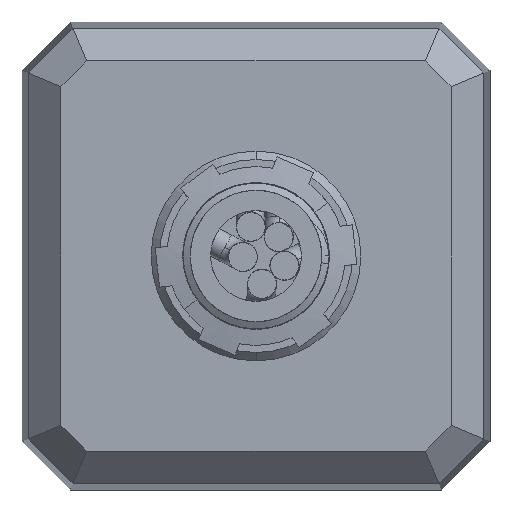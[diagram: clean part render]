
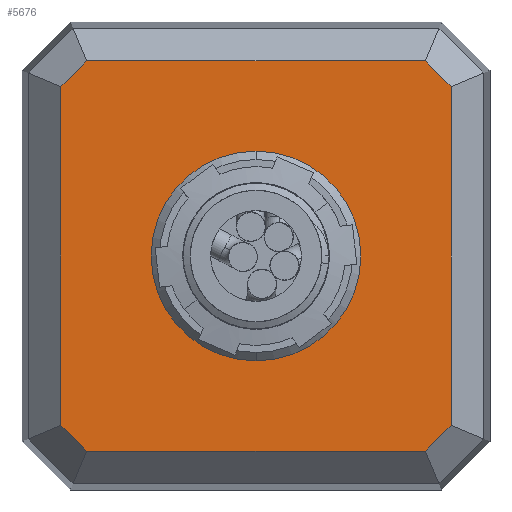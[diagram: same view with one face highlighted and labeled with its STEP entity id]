
A CAD part, front view. The second image highlights one B-rep face of the part: STEP entity #5676.
In plain terms, the highlighted planar face has unit normal (0, -1, 0).
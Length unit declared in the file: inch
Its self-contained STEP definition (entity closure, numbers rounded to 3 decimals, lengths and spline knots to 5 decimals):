
#684 = VECTOR ( 'NONE', #2880, 39.37008 ) ;
#1386 = VERTEX_POINT ( 'NONE', #8306 ) ;
#1806 = DIRECTION ( 'NONE',  ( 0.707, 0., 0.707 ) ) ;
#2129 = EDGE_CURVE ( 'NONE', #30096, #43049, #41146, .T. ) ;
#2880 = DIRECTION ( 'NONE',  ( -1., 0., 0. ) ) ;
#3038 = CARTESIAN_POINT ( 'NONE',  ( 0., 0., 1.395 ) ) ;
#3390 = ORIENTED_EDGE ( 'NONE', *, *, #41272, .T. ) ;
#4710 = VERTEX_POINT ( 'NONE', #36636 ) ;
#5676 = ADVANCED_FACE ( 'NONE', ( #5836, #39334 ), #46037, .F. ) ;
#5836 = FACE_OUTER_BOUND ( 'NONE', #38104, .T. ) ;
#6177 = CARTESIAN_POINT ( 'NONE',  ( 1.395, 0., -1.21153 ) ) ;
#6960 = VERTEX_POINT ( 'NONE', #8329 ) ;
#7200 = DIRECTION ( 'NONE',  ( 0., 0., -1. ) ) ;
#7701 = LINE ( 'NONE', #3038, #684 ) ;
#7988 = LINE ( 'NONE', #34763, #14351 ) ;
#8065 = VERTEX_POINT ( 'NONE', #16076 ) ;
#8306 = CARTESIAN_POINT ( 'NONE',  ( 1.21153, 0., -1.395 ) ) ;
#8329 = CARTESIAN_POINT ( 'NONE',  ( 0., 0., 0.75 ) ) ;
#8590 = ORIENTED_EDGE ( 'NONE', *, *, #28331, .T. ) ;
#8647 = ORIENTED_EDGE ( 'NONE', *, *, #24518, .T. ) ;
#10107 = AXIS2_PLACEMENT_3D ( 'NONE', #11652, #37755, #15411 ) ;
#10948 = DIRECTION ( 'NONE',  ( -0.707, 0., -0.707 ) ) ;
#11652 = CARTESIAN_POINT ( 'NONE',  ( 0., 0., 0. ) ) ;
#11736 = VERTEX_POINT ( 'NONE', #6177 ) ;
#12312 = CARTESIAN_POINT ( 'NONE',  ( 1.21153, 0., 1.395 ) ) ;
#12581 = LINE ( 'NONE', #16331, #19802 ) ;
#13289 = DIRECTION ( 'NONE',  ( 0., -1., 0. ) ) ;
#14351 = VECTOR ( 'NONE', #16132, 39.37008 ) ;
#14861 = CARTESIAN_POINT ( 'NONE',  ( -1.21153, 0., 1.395 ) ) ;
#15411 = DIRECTION ( 'NONE',  ( 0., 0., 1. ) ) ;
#16076 = CARTESIAN_POINT ( 'NONE',  ( -1.21153, 0., -1.395 ) ) ;
#16132 = DIRECTION ( 'NONE',  ( 0.707, 0., -0.707 ) ) ;
#16331 = CARTESIAN_POINT ( 'NONE',  ( 1.395, 0., 0. ) ) ;
#17362 = CARTESIAN_POINT ( 'NONE',  ( -1.395, 0., 1.21153 ) ) ;
#17730 = VERTEX_POINT ( 'NONE', #21438 ) ;
#18748 = ORIENTED_EDGE ( 'NONE', *, *, #27098, .T. ) ;
#19524 = ORIENTED_EDGE ( 'NONE', *, *, #28859, .F. ) ;
#19802 = VECTOR ( 'NONE', #42179, 39.37008 ) ;
#20214 = DIRECTION ( 'NONE',  ( -0.707, 0., 0.707 ) ) ;
#20416 = CARTESIAN_POINT ( 'NONE',  ( 1.30327, 0., -1.30327 ) ) ;
#21438 = CARTESIAN_POINT ( 'NONE',  ( 1.395, 0., 1.21153 ) ) ;
#22546 = CIRCLE ( 'NONE', #22800, 0.75 ) ;
#22800 = AXIS2_PLACEMENT_3D ( 'NONE', #35714, #13289, #39373 ) ;
#23267 = DIRECTION ( 'NONE',  ( 1., 0., 0. ) ) ;
#24381 = EDGE_CURVE ( 'NONE', #8065, #1386, #36220, .T. ) ;
#24518 = EDGE_CURVE ( 'NONE', #11736, #17730, #12581, .T. ) ;
#25191 = LINE ( 'NONE', #47981, #25502 ) ;
#25502 = VECTOR ( 'NONE', #7200, 39.37008 ) ;
#27098 = EDGE_CURVE ( 'NONE', #43049, #4710, #25191, .T. ) ;
#28331 = EDGE_CURVE ( 'NONE', #4710, #8065, #7988, .T. ) ;
#28342 = ORIENTED_EDGE ( 'NONE', *, *, #2129, .T. ) ;
#28859 = EDGE_CURVE ( 'NONE', #39381, #6960, #36238, .T. ) ;
#29217 = EDGE_CURVE ( 'NONE', #1386, #11736, #32090, .T. ) ;
#29840 = EDGE_CURVE ( 'NONE', #6960, #39381, #22546, .T. ) ;
#30096 = VERTEX_POINT ( 'NONE', #14861 ) ;
#31278 = AXIS2_PLACEMENT_3D ( 'NONE', #45129, #45446, #45507 ) ;
#32090 = LINE ( 'NONE', #20416, #41020 ) ;
#33912 = CARTESIAN_POINT ( 'NONE',  ( 0., 0., -0.75 ) ) ;
#34763 = CARTESIAN_POINT ( 'NONE',  ( -1.30327, 0., -1.30327 ) ) ;
#35250 = VECTOR ( 'NONE', #23267, 39.37008 ) ;
#35714 = CARTESIAN_POINT ( 'NONE',  ( 0., 0., 0. ) ) ;
#36067 = VECTOR ( 'NONE', #10948, 39.37008 ) ;
#36220 = LINE ( 'NONE', #38022, #35250 ) ;
#36238 = CIRCLE ( 'NONE', #10107, 0.75 ) ;
#36240 = EDGE_CURVE ( 'NONE', #17730, #37848, #37333, .T. ) ;
#36427 = ORIENTED_EDGE ( 'NONE', *, *, #36240, .T. ) ;
#36636 = CARTESIAN_POINT ( 'NONE',  ( -1.395, 0., -1.21153 ) ) ;
#37026 = CARTESIAN_POINT ( 'NONE',  ( -1.30327, 0., 1.30327 ) ) ;
#37333 = LINE ( 'NONE', #42384, #46186 ) ;
#37755 = DIRECTION ( 'NONE',  ( 0., -1., 0. ) ) ;
#37848 = VERTEX_POINT ( 'NONE', #12312 ) ;
#38022 = CARTESIAN_POINT ( 'NONE',  ( 0., 0., -1.395 ) ) ;
#38104 = EDGE_LOOP ( 'NONE', ( #3390, #28342, #18748, #8590, #44938, #47395, #8647, #36427 ) ) ;
#39334 = FACE_BOUND ( 'NONE', #45021, .T. ) ;
#39373 = DIRECTION ( 'NONE',  ( 0., 0., 1. ) ) ;
#39381 = VERTEX_POINT ( 'NONE', #33912 ) ;
#41020 = VECTOR ( 'NONE', #1806, 39.37008 ) ;
#41023 = ORIENTED_EDGE ( 'NONE', *, *, #29840, .F. ) ;
#41146 = LINE ( 'NONE', #37026, #36067 ) ;
#41272 = EDGE_CURVE ( 'NONE', #37848, #30096, #7701, .T. ) ;
#42179 = DIRECTION ( 'NONE',  ( 0., 0., 1. ) ) ;
#42384 = CARTESIAN_POINT ( 'NONE',  ( 1.30327, 0., 1.30327 ) ) ;
#43049 = VERTEX_POINT ( 'NONE', #17362 ) ;
#44938 = ORIENTED_EDGE ( 'NONE', *, *, #24381, .T. ) ;
#45021 = EDGE_LOOP ( 'NONE', ( #41023, #19524 ) ) ;
#45129 = CARTESIAN_POINT ( 'NONE',  ( 0., 0., 0. ) ) ;
#45446 = DIRECTION ( 'NONE',  ( 0., 1., 0. ) ) ;
#45507 = DIRECTION ( 'NONE',  ( 0., 0., 1. ) ) ;
#46037 = PLANE ( 'NONE',  #31278 ) ;
#46186 = VECTOR ( 'NONE', #20214, 39.37008 ) ;
#47395 = ORIENTED_EDGE ( 'NONE', *, *, #29217, .T. ) ;
#47981 = CARTESIAN_POINT ( 'NONE',  ( -1.395, 0., 0. ) ) ;
